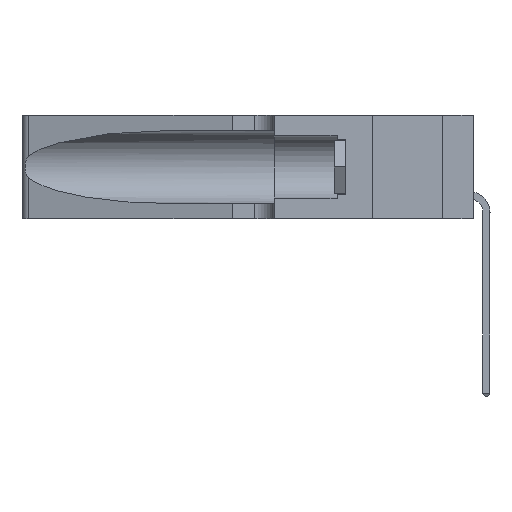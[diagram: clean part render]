
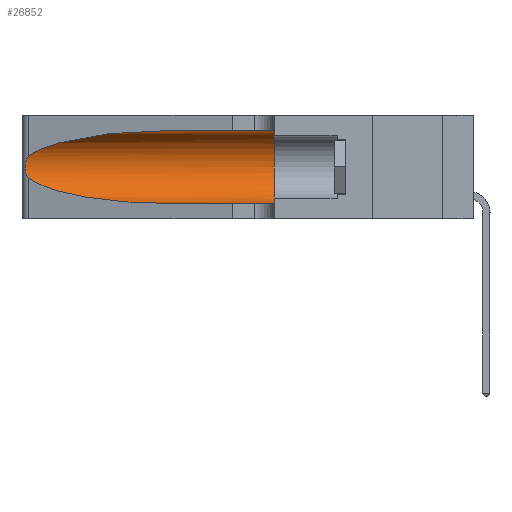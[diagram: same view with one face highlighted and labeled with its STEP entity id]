
A CAD part, left-side view. The second image highlights one B-rep face of the part: STEP entity #26852.
In plain terms, the highlighted cylindrical face has radius 3.308 mm (diameter 6.617 mm), a partial arc.
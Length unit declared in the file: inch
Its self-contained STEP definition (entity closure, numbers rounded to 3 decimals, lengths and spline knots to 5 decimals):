
#167 = EDGE_CURVE ( 'NONE', #30200, #29352, #40792, .T. ) ;
#366 = CARTESIAN_POINT ( 'NONE',  ( 0.1305, 0.72297, 0.05475 ) ) ;
#1037 = CARTESIAN_POINT ( 'NONE',  ( 0.26075, 1.23896, 0.178 ) ) ;
#1329 = CARTESIAN_POINT ( 'NONE',  ( 0.26017, 1.23833, 0.17102 ) ) ;
#1779 = VECTOR ( 'NONE', #32713, 39.37008 ) ;
#2513 = DIRECTION ( 'NONE',  ( 0., -1., 0. ) ) ;
#4238 = CIRCLE ( 'NONE', #25616, 0.13025 ) ;
#4289 = CARTESIAN_POINT ( 'NONE',  ( 0.1305, 0.35, 0.185 ) ) ;
#4798 = CARTESIAN_POINT ( 'NONE',  ( 0.1305, 0.35, 0.05475 ) ) ;
#5691 = CARTESIAN_POINT ( 'NONE',  ( 0.25487, 1.22718, 0.14631 ) ) ;
#6179 = VERTEX_POINT ( 'NONE', #34813 ) ;
#6969 = LINE ( 'NONE', #43114, #1779 ) ;
#7428 = CARTESIAN_POINT ( 'NONE',  ( 0.25555, 1.22993, 0.14849 ) ) ;
#7577 = CARTESIAN_POINT ( 'NONE',  ( 0.25487, 1.22718, 0.14631 ) ) ;
#8308 = CARTESIAN_POINT ( 'NONE',  ( 0.1305, 1.61858, 0.185 ) ) ;
#9750 = FACE_OUTER_BOUND ( 'NONE', #10239, .T. ) ;
#10111 = CARTESIAN_POINT ( 'NONE',  ( 0.1305, 1.61858, 0.05475 ) ) ;
#10177 =( BOUNDED_CURVE ( )  B_SPLINE_CURVE ( 3, ( #24075, #20789, #29283, #22571 ),
 .UNSPECIFIED., .F., .F. ) 
 B_SPLINE_CURVE_WITH_KNOTS ( ( 4, 4 ),
 ( 1.5708, 2.84003 ),
 .UNSPECIFIED. ) 
 CURVE ( )  GEOMETRIC_REPRESENTATION_ITEM ( )  RATIONAL_B_SPLINE_CURVE ( ( 1., 0.87, 0.87, 1. ) ) 
 REPRESENTATION_ITEM ( '' )  );
#10239 = EDGE_LOOP ( 'NONE', ( #18767, #35426, #42724, #18361, #27338, #22458 ) ) ;
#11089 = EDGE_CURVE ( 'NONE', #41220, #6179, #10177, .T. ) ;
#11208 = CARTESIAN_POINT ( 'NONE',  ( 0.26018, 1.23835, 0.19895 ) ) ;
#13191 = CARTESIAN_POINT ( 'NONE',  ( 0.1305, 0.72297, 0.05475 ) ) ;
#13251 = VERTEX_POINT ( 'NONE', #42897 ) ;
#13850 = DIRECTION ( 'NONE',  ( 0., -1., 0. ) ) ;
#13990 = CARTESIAN_POINT ( 'NONE',  ( 0.25856, 1.23593, 0.16098 ) ) ;
#14029 = CARTESIAN_POINT ( 'NONE',  ( 0.1305, 0.72297, 0.31525 ) ) ;
#15245 = EDGE_CURVE ( 'NONE', #33458, #30200, #43154, .T. ) ;
#17084 = CARTESIAN_POINT ( 'NONE',  ( 0.2373, 1.15595, 0.08982 ) ) ;
#17803 = VECTOR ( 'NONE', #13850, 39.37008 ) ;
#18361 = ORIENTED_EDGE ( 'NONE', *, *, #167, .T. ) ;
#18767 = ORIENTED_EDGE ( 'NONE', *, *, #11089, .T. ) ;
#20177 = CYLINDRICAL_SURFACE ( 'NONE', #42844, 0.13025 ) ;
#20789 = CARTESIAN_POINT ( 'NONE',  ( 0.18966, 0.96281, 0.31525 ) ) ;
#21114 = CARTESIAN_POINT ( 'NONE',  ( 0.18966, 0.96281, 0.05475 ) ) ;
#21177 = EDGE_CURVE ( 'NONE', #13251, #29352, #4238, .T. ) ;
#22458 = ORIENTED_EDGE ( 'NONE', *, *, #38606, .F. ) ;
#22571 = CARTESIAN_POINT ( 'NONE',  ( 0.25487, 1.22718, 0.22369 ) ) ;
#23642 = CARTESIAN_POINT ( 'NONE',  ( 0.25487, 1.22718, 0.14631 ) ) ;
#24075 = CARTESIAN_POINT ( 'NONE',  ( 0.1305, 0.72297, 0.31525 ) ) ;
#24187 = CARTESIAN_POINT ( 'NONE',  ( 0.25487, 1.22718, 0.22369 ) ) ;
#24701 = DIRECTION ( 'NONE',  ( 0., 0., 1. ) ) ;
#25616 = AXIS2_PLACEMENT_3D ( 'NONE', #4289, #34765, #24701 ) ;
#25744 = B_SPLINE_CURVE_WITH_KNOTS ( 'NONE', 3,
 ( #24187, #41173, #27554, #34417, #37351, #11208, #27404, #1037, #1329, #13990, #30916, #30620, #7428, #7577 ),
 .UNSPECIFIED., .F., .F.,
 ( 4, 2, 2, 2, 2, 2, 4 ),
 ( 0., 0.00027, 0.00053, 0.00107, 0.0016, 0.00187, 0.00214 ),
 .UNSPECIFIED. ) ;
#26814 = DIRECTION ( 'NONE',  ( 0., 0., -1. ) ) ;
#26852 = ADVANCED_FACE ( 'NONE', ( #9750 ), #20177, .F. ) ;
#27338 = ORIENTED_EDGE ( 'NONE', *, *, #21177, .F. ) ;
#27404 = CARTESIAN_POINT ( 'NONE',  ( 0.26075, 1.23896, 0.19203 ) ) ;
#27554 = CARTESIAN_POINT ( 'NONE',  ( 0.25639, 1.23184, 0.21858 ) ) ;
#29283 = CARTESIAN_POINT ( 'NONE',  ( 0.2373, 1.15595, 0.28018 ) ) ;
#29352 = VERTEX_POINT ( 'NONE', #4798 ) ;
#30200 = VERTEX_POINT ( 'NONE', #366 ) ;
#30620 = CARTESIAN_POINT ( 'NONE',  ( 0.25639, 1.23186, 0.15144 ) ) ;
#30916 = CARTESIAN_POINT ( 'NONE',  ( 0.25789, 1.23486, 0.15765 ) ) ;
#32713 = DIRECTION ( 'NONE',  ( 0., -1., 0. ) ) ;
#33458 = VERTEX_POINT ( 'NONE', #23642 ) ;
#34417 = CARTESIAN_POINT ( 'NONE',  ( 0.25787, 1.23484, 0.2124 ) ) ;
#34448 = EDGE_CURVE ( 'NONE', #6179, #33458, #25744, .T. ) ;
#34765 = DIRECTION ( 'NONE',  ( 0., 1., 0. ) ) ;
#34813 = CARTESIAN_POINT ( 'NONE',  ( 0.25487, 1.22718, 0.22369 ) ) ;
#35426 = ORIENTED_EDGE ( 'NONE', *, *, #34448, .T. ) ;
#37351 = CARTESIAN_POINT ( 'NONE',  ( 0.25854, 1.2359, 0.20912 ) ) ;
#38606 = EDGE_CURVE ( 'NONE', #41220, #13251, #6969, .T. ) ;
#40792 = LINE ( 'NONE', #10111, #17803 ) ;
#41173 = CARTESIAN_POINT ( 'NONE',  ( 0.25555, 1.22994, 0.2215 ) ) ;
#41220 = VERTEX_POINT ( 'NONE', #14029 ) ;
#42724 = ORIENTED_EDGE ( 'NONE', *, *, #15245, .T. ) ;
#42844 = AXIS2_PLACEMENT_3D ( 'NONE', #8308, #2513, #26814 ) ;
#42897 = CARTESIAN_POINT ( 'NONE',  ( 0.1305, 0.35, 0.31525 ) ) ;
#43114 = CARTESIAN_POINT ( 'NONE',  ( 0.1305, 1.61858, 0.31525 ) ) ;
#43154 =( BOUNDED_CURVE ( )  B_SPLINE_CURVE ( 3, ( #5691, #17084, #21114, #13191 ),
 .UNSPECIFIED., .F., .F. ) 
 B_SPLINE_CURVE_WITH_KNOTS ( ( 4, 4 ),
 ( 3.44316, 4.71239 ),
 .UNSPECIFIED. ) 
 CURVE ( )  GEOMETRIC_REPRESENTATION_ITEM ( )  RATIONAL_B_SPLINE_CURVE ( ( 1., 0.87, 0.87, 1. ) ) 
 REPRESENTATION_ITEM ( '' )  );
